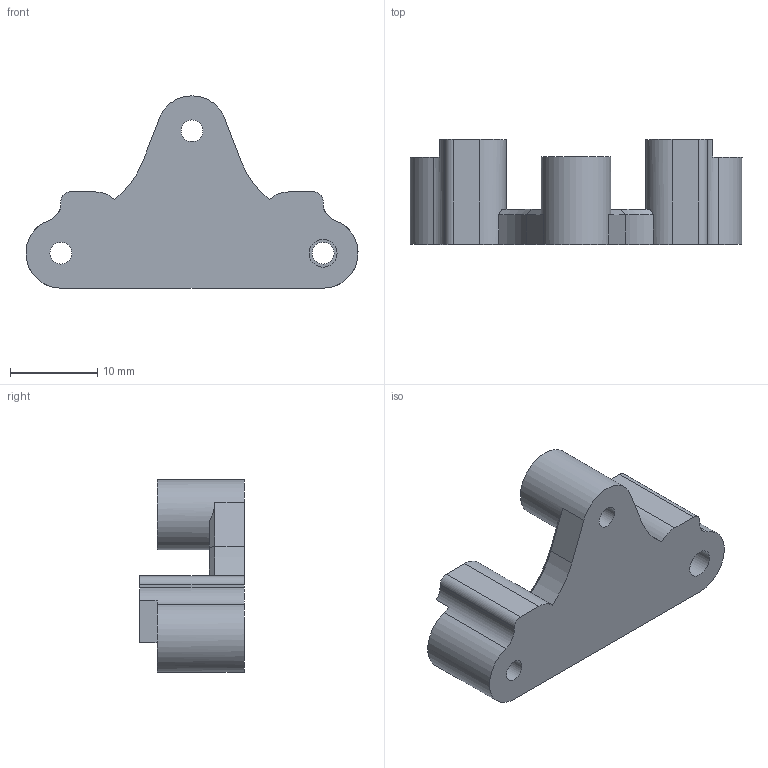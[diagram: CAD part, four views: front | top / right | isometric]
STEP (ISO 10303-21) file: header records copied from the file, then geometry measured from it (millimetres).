
FILE_DESCRIPTION(/* description */ (''),/* implementation_level */ '2;1');
FILE_NAME(/* name */ '39c61334-2b55-458c-bd75-ccd26b16c72b.stp',/* time_stamp */ '2017-12-20T18:54:39+00:00',/* author */ (''),/* organization */ (''),/* preprocessor_version */ 'ST-DEVELOPER v16.13',/* originating_system */ 'Autodesk Translation Framework v6.5.0.72',/* authorisation */ '');
FILE_SCHEMA (('AUTOMOTIVE_DESIGN { 1 0 10303 214 3 1 1 }'));
Length unit declared in the file: millimetre
Products named in the file (1): DuetDuex xBot Mounting x2
Bounding box: 37.99 x 12 x 22 mm (x, y, z)
Volume: 3217.4 mm3; surface area: 2267.3 mm2
Topology: 1 solids, 1 shells, 47 faces, 130 edges, 86 vertices
Faces by surface type: plane 26, cylinder 19, cone 2
Full cylindrical faces by diameter (mm): 2.5 x3, 3.2 x1, 8 x1
Entity records: 1581 total; most frequent: DIRECTION 278, CARTESIAN_POINT 275, ORIENTED_EDGE 260, EDGE_CURVE 130, AXIS2_PLACEMENT_3D 102, VERTEX_POINT 86, LINE 74, VECTOR 74
